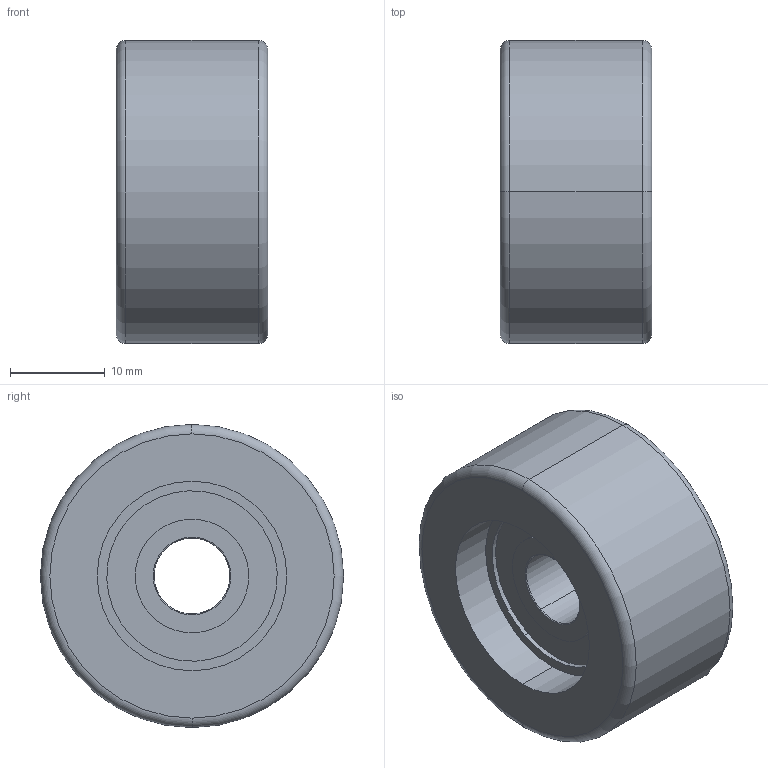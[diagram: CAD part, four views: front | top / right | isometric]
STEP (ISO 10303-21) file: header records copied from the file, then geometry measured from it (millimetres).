
FILE_DESCRIPTION (( 'STEP AP214' ), '1' );
FILE_NAME ('0028230_FPVO-032-16-07-K08.step', '2017-09-19T14:20:13', ( '' ), ( '' ), 'SwSTEP 2.0', 'SolidWorks 2016', '' );
FILE_SCHEMA (( 'AUTOMOTIVE_DESIGN' ));
Length unit declared in the file: millimetre
Products named in the file (3): DIN625_TF_DIN625-608; FPVO-032-16-07-K08_Bandage; 0028230_FPVO-032-16-07-K08
Assembly tree (2 placements, depth 2):
  0028230_FPVO-032-16-07-K08
    FPVO-032-16-07-K08_Bandage
    DIN625_TF_DIN625-608
Bounding box: 16 x 32 x 32 mm (x, y, z)
Volume: 9292.8 mm3; surface area: 6631.5 mm2
Topology: 6 solids, 6 shells, 66 faces, 132 edges, 78 vertices
Faces by surface type: cylinder 28, torus 26, plane 12
Entity records: 2416 total; most frequent: DIRECTION 378, CARTESIAN_POINT 281, ORIENTED_EDGE 264, AXIS2_PLACEMENT_3D 175, EDGE_CURVE 132, CIRCLE 104, VERTEX_POINT 78, EDGE_LOOP 78
